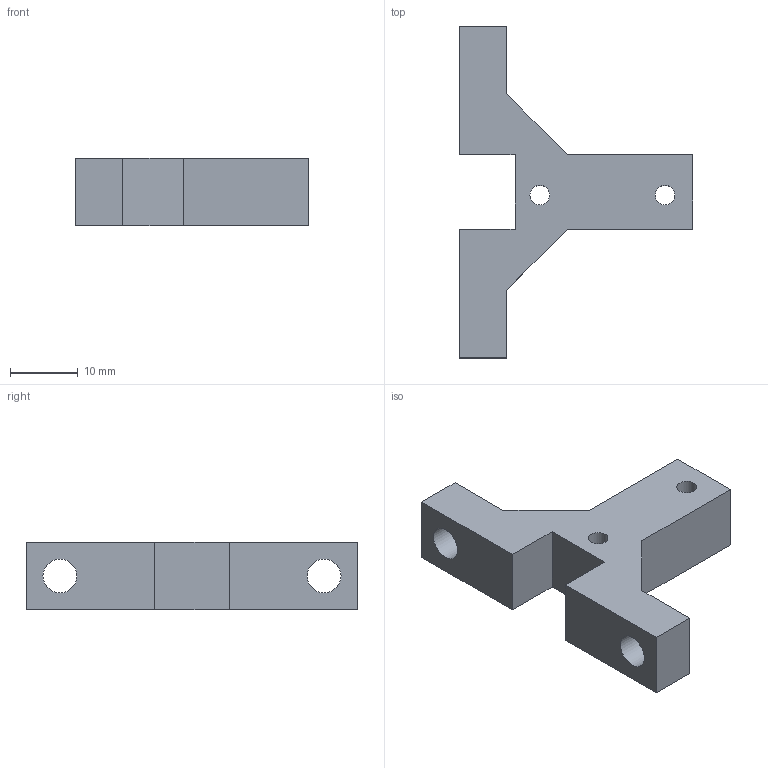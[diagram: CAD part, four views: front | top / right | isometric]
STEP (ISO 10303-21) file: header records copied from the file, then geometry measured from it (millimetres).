
FILE_DESCRIPTION(/* description */ (''),/* implementation_level */ '2;1');
FILE_NAME(/* name */ 'cb6d5ad3-0d90-4a83-a1f8-77b4b44776a5.stp',/* time_stamp */ '2016-03-13T03:19:10+00:00',/* author */ (''),/* organization */ (''),/* preprocessor_version */ 'ST-DEVELOPER v16.2',/* originating_system */ 'Autodesk Translation Framework v4.3.0.3010',/* authorisation */ '');
FILE_SCHEMA (('AUTOMOTIVE_DESIGN { 1 0 10303 214 3 1 1 }'));
Length unit declared in the file: centimetre
Products named in the file (2): Endstop Bracket.f3d v6; Endstop Bracket
Assembly tree (1 placements, depth 2):
  Endstop Bracket.f3d v6
    Endstop Bracket
Bounding box: 34.5 x 49 x 10 mm (x, y, z)
Volume: 5950.3 mm3; surface area: 3298.3 mm2
Topology: 1 solids, 1 shells, 20 faces, 58 edges, 40 vertices
Faces by surface type: plane 16, cylinder 4
Full cylindrical faces by diameter (mm): 2.9 x2, 5 x2
Entity records: 665 total; most frequent: CARTESIAN_POINT 109, DIRECTION 104, ORIENTED_EDGE 100, EDGE_CURVE 50, LINE 42, VECTOR 42, VERTEX_POINT 36, EDGE_LOOP 32
